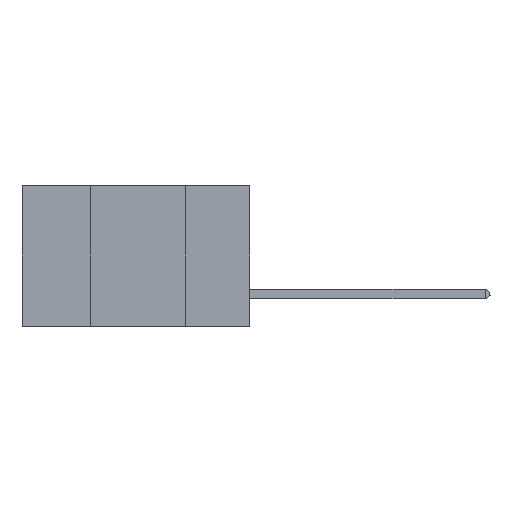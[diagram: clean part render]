
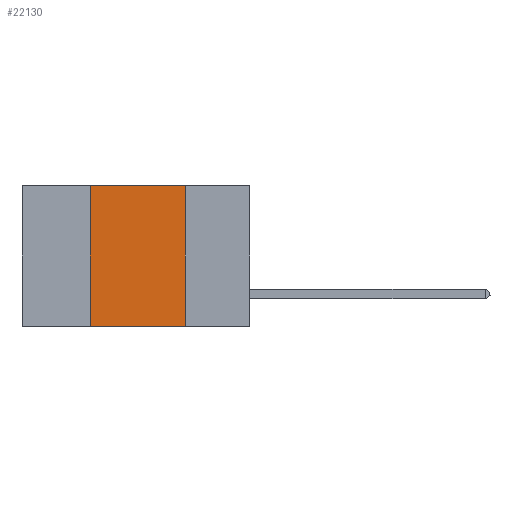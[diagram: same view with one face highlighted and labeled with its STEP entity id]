
A CAD part, left-side view. The second image highlights one B-rep face of the part: STEP entity #22130.
In plain terms, the highlighted planar face has unit normal (-1, 0, 0).
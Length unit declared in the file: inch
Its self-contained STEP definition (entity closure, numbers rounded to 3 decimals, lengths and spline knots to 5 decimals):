
#32 = DIRECTION ( 'NONE',  ( 0., 0., -1. ) ) ;
#3651 = DIRECTION ( 'NONE',  ( 0., 0., -1. ) ) ;
#5660 = FACE_OUTER_BOUND ( 'NONE', #25743, .T. ) ;
#6725 = ORIENTED_EDGE ( 'NONE', *, *, #44395, .F. ) ;
#7446 = VECTOR ( 'NONE', #19850, 39.37008 ) ;
#9181 = LINE ( 'NONE', #42855, #7446 ) ;
#10887 = ORIENTED_EDGE ( 'NONE', *, *, #23115, .T. ) ;
#12825 = VECTOR ( 'NONE', #27734, 39.37008 ) ;
#16966 = LINE ( 'NONE', #17803, #45690 ) ;
#17583 = ORIENTED_EDGE ( 'NONE', *, *, #46946, .F. ) ;
#17803 = CARTESIAN_POINT ( 'NONE',  ( 0., 0.42, 0. ) ) ;
#18289 = CARTESIAN_POINT ( 'NONE',  ( 0., 0.6, 0. ) ) ;
#19850 = DIRECTION ( 'NONE',  ( 0., -1., 0. ) ) ;
#21979 = CARTESIAN_POINT ( 'NONE',  ( 0., 0.17, -0.37 ) ) ;
#22130 = ADVANCED_FACE ( 'NONE', ( #5660 ), #48564, .F. ) ;
#22809 = CARTESIAN_POINT ( 'NONE',  ( 0., 0.17, 0. ) ) ;
#23115 = EDGE_CURVE ( 'NONE', #42618, #37153, #9181, .T. ) ;
#25025 = CARTESIAN_POINT ( 'NONE',  ( 0., 0.42, -0.37 ) ) ;
#25743 = EDGE_LOOP ( 'NONE', ( #6725, #17583, #39442, #10887 ) ) ;
#26086 = DIRECTION ( 'NONE',  ( 1., 0., 0. ) ) ;
#27734 = DIRECTION ( 'NONE',  ( 0., -1., 0. ) ) ;
#36085 = VERTEX_POINT ( 'NONE', #37130 ) ;
#36272 = AXIS2_PLACEMENT_3D ( 'NONE', #18289, #26086, #3651 ) ;
#36708 = VECTOR ( 'NONE', #32, 39.37008 ) ;
#37130 = CARTESIAN_POINT ( 'NONE',  ( 0., 0.17, 0. ) ) ;
#37153 = VERTEX_POINT ( 'NONE', #21979 ) ;
#38280 = EDGE_CURVE ( 'NONE', #42618, #46185, #16966, .T. ) ;
#38648 = LINE ( 'NONE', #43102, #12825 ) ;
#39059 = LINE ( 'NONE', #22809, #36708 ) ;
#39442 = ORIENTED_EDGE ( 'NONE', *, *, #38280, .F. ) ;
#40104 = CARTESIAN_POINT ( 'NONE',  ( 0., 0.42, 0. ) ) ;
#42618 = VERTEX_POINT ( 'NONE', #25025 ) ;
#42855 = CARTESIAN_POINT ( 'NONE',  ( 0., 0.6, -0.37 ) ) ;
#43102 = CARTESIAN_POINT ( 'NONE',  ( 0., 0.6, 0. ) ) ;
#43957 = DIRECTION ( 'NONE',  ( 0., 0., 1. ) ) ;
#44395 = EDGE_CURVE ( 'NONE', #36085, #37153, #39059, .T. ) ;
#45690 = VECTOR ( 'NONE', #43957, 39.37008 ) ;
#46185 = VERTEX_POINT ( 'NONE', #40104 ) ;
#46946 = EDGE_CURVE ( 'NONE', #46185, #36085, #38648, .T. ) ;
#48564 = PLANE ( 'NONE',  #36272 ) ;
